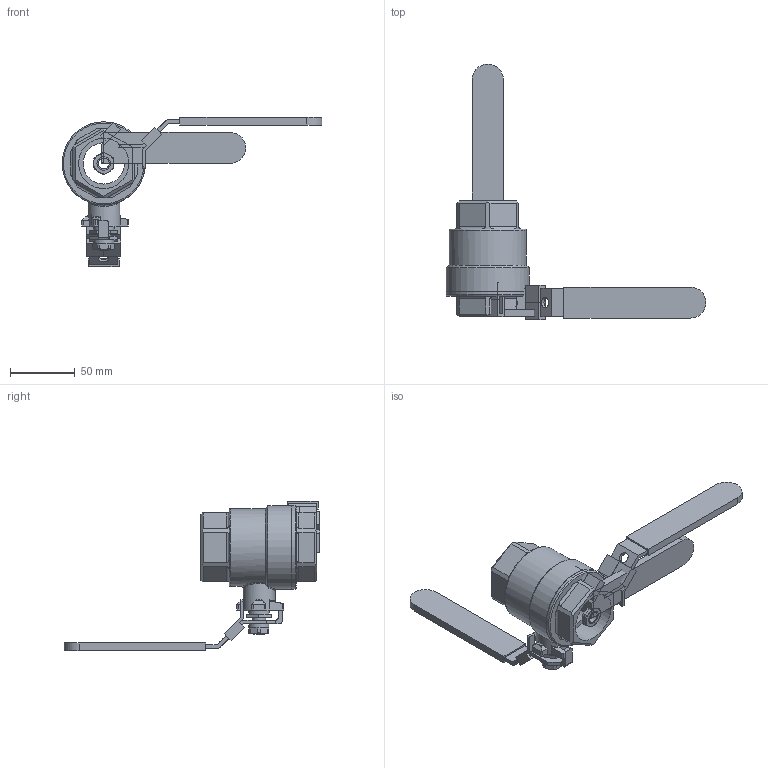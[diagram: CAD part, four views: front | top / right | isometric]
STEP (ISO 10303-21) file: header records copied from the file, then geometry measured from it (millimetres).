
FILE_DESCRIPTION( ( 'Unknown' ), '1' );
FILE_NAME( '9300-07r-STEP-KUNDE.stp', 'Unknown', ( 'Unknown' ), ( 'Unknown' ), 'PSStep 13.0', 'Unknown', ' ' );
FILE_SCHEMA( ( 'AUTOMOTIVE_DESIGN { 1 0 10303 214 1 1 1 1 }' ) );
Length unit declared in the file: millimetre
Products named in the file (8): Assem1; Hebel_.032-040; Ummantelung; Lasche; Scheibe; Sechskantmutter M10; 8.100.032
Bounding box: 201.25 x 198.35 x 115.7 mm (x, y, z)
Volume: 383246.2 mm3; surface area: 139045.5 mm2
Topology: 15 solids, 15 shells, 513 faces, 1355 edges, 903 vertices
Faces by surface type: plane 344, cylinder 123, cone 30, torus 8, bspline 8
Full cylindrical faces by diameter (mm): 8 x3, 8.376 x2, 10.5 x4, 15.5 x2, 16 x2, 25 x2, 32 x2, 38.952 x4, 60 x2, 64.1 x2, 64.5 x4
Entity records: 9851 total; most frequent: CARTESIAN_POINT 2442, ORIENTED_EDGE 1144, DIRECTION 1113, EDGE_CURVE 572, VERTEX_POINT 390, AXIS2_PLACEMENT_3D 373, LINE 367, VECTOR 367
